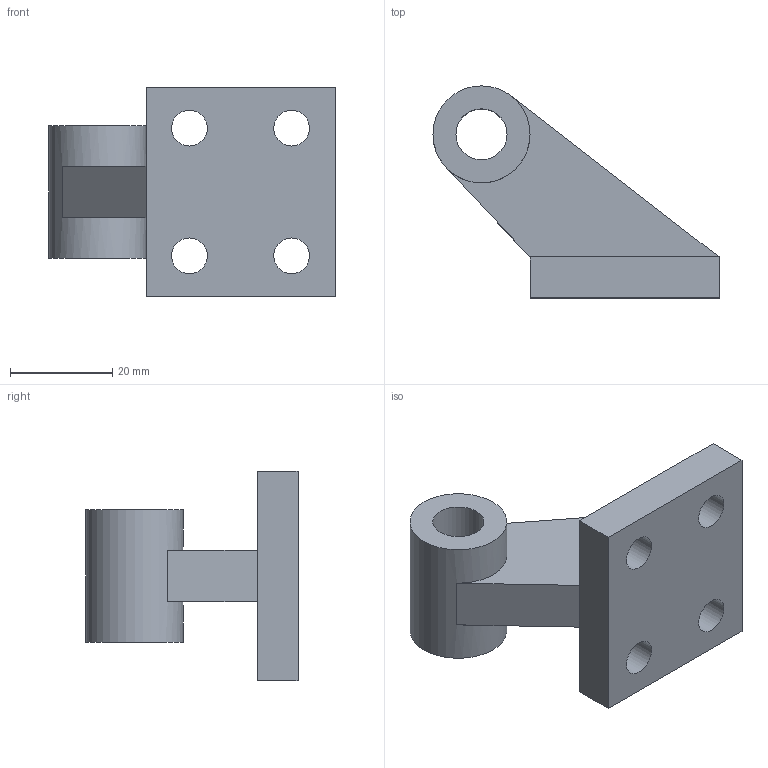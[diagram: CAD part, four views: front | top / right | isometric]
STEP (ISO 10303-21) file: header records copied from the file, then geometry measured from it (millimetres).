
FILE_DESCRIPTION(/* description */ ('Alibre Inc.'),/* implementation_level */ '2;1');
FILE_NAME(/* name */ 'export-C0D96269-BD6A-46D7-A1A4-3FE6ED61BC5A',/* time_stamp */ '2020-08-25T20:02:20+02:00',/* author */ (''),/* organization */ (''),/* preprocessor_version */ 'ST-DEVELOPER v17',/* originating_system */ 'Alibre',/* authorisation */ '');
FILE_SCHEMA (('AUTOMOTIVE_DESIGN'));
Length unit declared in the file: millimetre
Products named in the file (1): _W0950322008-32
Bounding box: 56 x 41.5 x 41 mm (x, y, z)
Volume: 22769.6 mm3; surface area: 8834.8 mm2
Topology: 1 solids, 1 shells, 19 faces, 56 edges, 40 vertices
Faces by surface type: plane 13, cylinder 6
Full cylindrical faces by diameter (mm): 7 x4, 10 x1, 19 x1
Entity records: 648 total; most frequent: ORIENTED_EDGE 112, CARTESIAN_POINT 103, DIRECTION 83, EDGE_CURVE 56, VERTEX_POINT 40, AXIS2_PLACEMENT_3D 33, VECTOR 30, LINE 30
